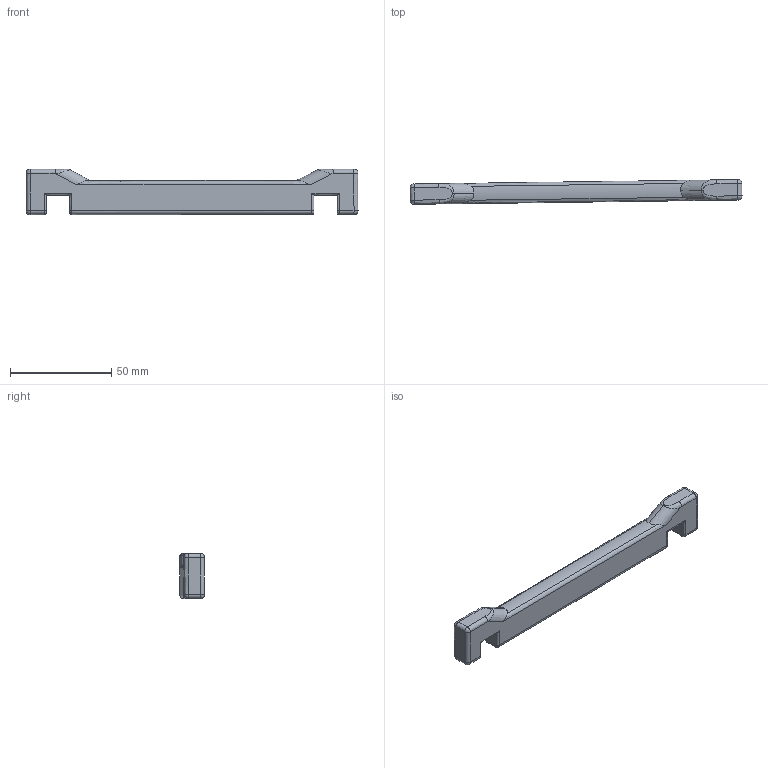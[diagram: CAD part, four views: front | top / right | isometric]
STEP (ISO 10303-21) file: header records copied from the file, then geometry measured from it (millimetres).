
FILE_DESCRIPTION(/* description */ (''),/* implementation_level */ '2;1');
FILE_NAME(/* name */ 'Spool_Arm.step',/* time_stamp */ '2016-03-18T08:33:44-07:00',/* author */ (''),/* organization */ (''),/* preprocessor_version */ 'ST-DEVELOPER v16.2',/* originating_system */ 'Autodesk Translation Framework v4.3.0.3010',/* authorisation */ '');
FILE_SCHEMA (('AUTOMOTIVE_DESIGN { 1 0 10303 214 3 1 1 }'));
Length unit declared in the file: centimetre
Products named in the file (1): Max_Metal_Spool_Arm v1
Bounding box: 163.82 x 12.19 x 22.3 mm (x, y, z)
Volume: 27335.5 mm3; surface area: 9014.9 mm2
Topology: 1 solids, 1 shells, 76 faces, 176 edges, 94 vertices
Faces by surface type: bspline 60, plane 15, cylinder 1
Entity records: 6880 total; most frequent: CARTESIAN_POINT 5567, ORIENTED_EDGE 336, EDGE_CURVE 168, DIRECTION 116, VERTEX_POINT 94, B_SPLINE_CURVE_WITH_KNOTS 86, LINE 82, VECTOR 82
